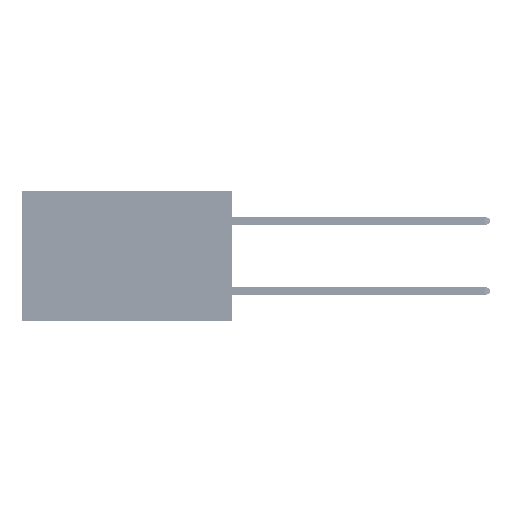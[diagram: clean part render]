
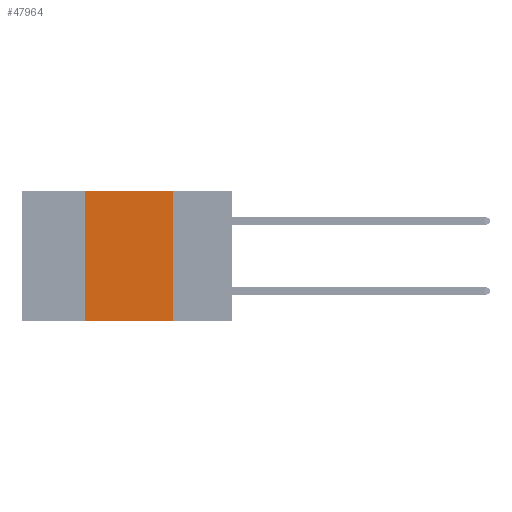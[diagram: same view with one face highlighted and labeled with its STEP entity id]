
A CAD part, left-side view. The second image highlights one B-rep face of the part: STEP entity #47964.
In plain terms, the highlighted planar face has unit normal (-1, 0, 0).
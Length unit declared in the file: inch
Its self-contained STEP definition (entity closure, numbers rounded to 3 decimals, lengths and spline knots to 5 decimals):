
#1620 = AXIS2_PLACEMENT_3D ( 'NONE', #20293, #46904, #24656 ) ;
#2193 = DIRECTION ( 'NONE',  ( 0., -1., 0. ) ) ;
#3549 = EDGE_CURVE ( 'NONE', #30002, #14241, #20821, .T. ) ;
#3897 = VECTOR ( 'NONE', #2193, 39.37008 ) ;
#8924 = VERTEX_POINT ( 'NONE', #33395 ) ;
#9482 = EDGE_LOOP ( 'NONE', ( #10448, #39650, #36907, #13512 ) ) ;
#9621 = LINE ( 'NONE', #10659, #15972 ) ;
#10448 = ORIENTED_EDGE ( 'NONE', *, *, #3549, .F. ) ;
#10659 = CARTESIAN_POINT ( 'NONE',  ( 0., 0.6, 0. ) ) ;
#11058 = VERTEX_POINT ( 'NONE', #18972 ) ;
#13512 = ORIENTED_EDGE ( 'NONE', *, *, #13999, .T. ) ;
#13999 = EDGE_CURVE ( 'NONE', #8924, #14241, #16089, .T. ) ;
#14241 = VERTEX_POINT ( 'NONE', #28942 ) ;
#14447 = VECTOR ( 'NONE', #20403, 39.37008 ) ;
#15972 = VECTOR ( 'NONE', #18593, 39.37008 ) ;
#16089 = LINE ( 'NONE', #20209, #3897 ) ;
#17944 = DIRECTION ( 'NONE',  ( 0., 0., 1. ) ) ;
#18593 = DIRECTION ( 'NONE',  ( 0., -1., 0. ) ) ;
#18972 = CARTESIAN_POINT ( 'NONE',  ( 0., 0.42, 0. ) ) ;
#20209 = CARTESIAN_POINT ( 'NONE',  ( 0., 0.6, -0.37 ) ) ;
#20293 = CARTESIAN_POINT ( 'NONE',  ( 0., 0.6, 0. ) ) ;
#20403 = DIRECTION ( 'NONE',  ( 0., 0., -1. ) ) ;
#20821 = LINE ( 'NONE', #27673, #14447 ) ;
#24379 = FACE_OUTER_BOUND ( 'NONE', #9482, .T. ) ;
#24656 = DIRECTION ( 'NONE',  ( 0., 0., -1. ) ) ;
#27673 = CARTESIAN_POINT ( 'NONE',  ( 0., 0.17, 0. ) ) ;
#28831 = LINE ( 'NONE', #29116, #30013 ) ;
#28942 = CARTESIAN_POINT ( 'NONE',  ( 0., 0.17, -0.37 ) ) ;
#29116 = CARTESIAN_POINT ( 'NONE',  ( 0., 0.42, 0. ) ) ;
#30002 = VERTEX_POINT ( 'NONE', #35018 ) ;
#30013 = VECTOR ( 'NONE', #17944, 39.37008 ) ;
#30260 = EDGE_CURVE ( 'NONE', #8924, #11058, #28831, .T. ) ;
#33395 = CARTESIAN_POINT ( 'NONE',  ( 0., 0.42, -0.37 ) ) ;
#35018 = CARTESIAN_POINT ( 'NONE',  ( 0., 0.17, 0. ) ) ;
#35232 = PLANE ( 'NONE',  #1620 ) ;
#36907 = ORIENTED_EDGE ( 'NONE', *, *, #30260, .F. ) ;
#38431 = EDGE_CURVE ( 'NONE', #11058, #30002, #9621, .T. ) ;
#39650 = ORIENTED_EDGE ( 'NONE', *, *, #38431, .F. ) ;
#46904 = DIRECTION ( 'NONE',  ( 1., 0., 0. ) ) ;
#47964 = ADVANCED_FACE ( 'NONE', ( #24379 ), #35232, .F. ) ;
